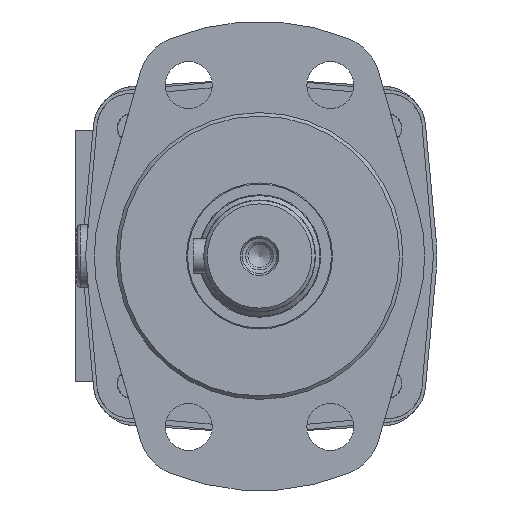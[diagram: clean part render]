
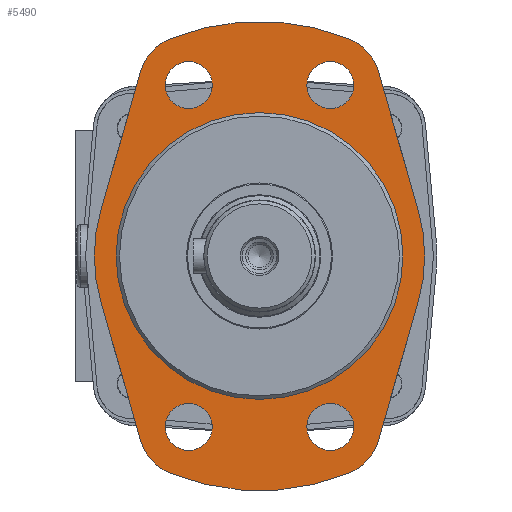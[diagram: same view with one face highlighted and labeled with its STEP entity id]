
A CAD part, left-side view. The second image highlights one B-rep face of the part: STEP entity #5490.
In plain terms, the highlighted planar face has unit normal (-1, 0, 0).
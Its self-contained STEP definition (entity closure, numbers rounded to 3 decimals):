
#275=PLANE('',#6162);
#557=LINE('',#9449,#887);
#566=LINE('',#9476,#896);
#577=LINE('',#9507,#907);
#586=LINE('',#9534,#916);
#887=VECTOR('',#7502,1000.);
#896=VECTOR('',#7513,1000.);
#907=VECTOR('',#7526,1000.);
#916=VECTOR('',#7537,1000.);
#2310=ORIENTED_EDGE('',*,*,#3216,.F.);
#2311=ORIENTED_EDGE('',*,*,#3217,.T.);
#2312=ORIENTED_EDGE('',*,*,#3218,.T.);
#2313=ORIENTED_EDGE('',*,*,#3219,.T.);
#2314=ORIENTED_EDGE('',*,*,#3220,.T.);
#2315=ORIENTED_EDGE('',*,*,#3197,.F.);
#2316=ORIENTED_EDGE('',*,*,#3138,.F.);
#2317=ORIENTED_EDGE('',*,*,#3212,.F.);
#2318=ORIENTED_EDGE('',*,*,#3128,.F.);
#2319=ORIENTED_EDGE('',*,*,#3211,.F.);
#2320=ORIENTED_EDGE('',*,*,#3209,.F.);
#2321=ORIENTED_EDGE('',*,*,#3207,.F.);
#2322=ORIENTED_EDGE('',*,*,#3116,.F.);
#2323=ORIENTED_EDGE('',*,*,#3205,.F.);
#2324=ORIENTED_EDGE('',*,*,#3106,.F.);
#2325=ORIENTED_EDGE('',*,*,#3203,.F.);
#2326=ORIENTED_EDGE('',*,*,#3200,.F.);
#3106=EDGE_CURVE('',#3700,#3701,#557,.T.);
#3116=EDGE_CURVE('',#3710,#3711,#566,.T.);
#3128=EDGE_CURVE('',#3722,#3723,#577,.T.);
#3138=EDGE_CURVE('',#3732,#3733,#586,.T.);
#3197=EDGE_CURVE('',#3733,#3780,#4057,.T.);
#3200=EDGE_CURVE('',#3780,#3782,#4059,.T.);
#3203=EDGE_CURVE('',#3782,#3700,#4061,.T.);
#3205=EDGE_CURVE('',#3701,#3710,#4063,.T.);
#3207=EDGE_CURVE('',#3711,#3784,#4065,.T.);
#3209=EDGE_CURVE('',#3784,#3785,#4066,.T.);
#3211=EDGE_CURVE('',#3785,#3722,#4067,.T.);
#3212=EDGE_CURVE('',#3723,#3732,#4068,.T.);
#3216=EDGE_CURVE('',#3786,#3786,#4072,.F.);
#3217=EDGE_CURVE('',#3787,#3787,#4073,.T.);
#3218=EDGE_CURVE('',#3788,#3788,#4074,.T.);
#3219=EDGE_CURVE('',#3789,#3789,#4075,.T.);
#3220=EDGE_CURVE('',#3790,#3790,#4076,.T.);
#3700=VERTEX_POINT('',#9448);
#3701=VERTEX_POINT('',#9450);
#3710=VERTEX_POINT('',#9475);
#3711=VERTEX_POINT('',#9477);
#3722=VERTEX_POINT('',#9506);
#3723=VERTEX_POINT('',#9508);
#3732=VERTEX_POINT('',#9533);
#3733=VERTEX_POINT('',#9535);
#3780=VERTEX_POINT('',#9721);
#3782=VERTEX_POINT('',#9727);
#3784=VERTEX_POINT('',#9739);
#3785=VERTEX_POINT('',#9743);
#3786=VERTEX_POINT('',#9755);
#3787=VERTEX_POINT('',#9757);
#3788=VERTEX_POINT('',#9759);
#3789=VERTEX_POINT('',#9761);
#3790=VERTEX_POINT('',#9763);
#4057=CIRCLE('',#6139,14.5);
#4059=CIRCLE('',#6142,67.5);
#4061=CIRCLE('',#6145,14.5);
#4063=CIRCLE('',#6148,47.5);
#4065=CIRCLE('',#6151,14.5);
#4066=CIRCLE('',#6153,67.5);
#4067=CIRCLE('',#6155,14.5);
#4068=CIRCLE('',#6157,47.5);
#4072=CIRCLE('',#6163,41.25);
#4073=CIRCLE('',#6164,6.75);
#4074=CIRCLE('',#6165,6.75);
#4075=CIRCLE('',#6166,6.75);
#4076=CIRCLE('',#6167,6.75);
#4499=EDGE_LOOP('',(#2310));
#4500=EDGE_LOOP('',(#2311));
#4501=EDGE_LOOP('',(#2312));
#4502=EDGE_LOOP('',(#2313));
#4503=EDGE_LOOP('',(#2314));
#4504=EDGE_LOOP('',(#2315,#2316,#2317,#2318,#2319,#2320,#2321,#2322,#2323,
#2324,#2325,#2326));
#4981=FACE_BOUND('',#4499,.T.);
#4982=FACE_BOUND('',#4500,.T.);
#4983=FACE_BOUND('',#4501,.T.);
#4984=FACE_BOUND('',#4502,.T.);
#4985=FACE_BOUND('',#4503,.T.);
#4986=FACE_BOUND('',#4504,.T.);
#5490=ADVANCED_FACE('',(#4981,#4982,#4983,#4984,#4985,#4986),#275,.F.);
#6139=AXIS2_PLACEMENT_3D('',#9720,#7613,#7614);
#6142=AXIS2_PLACEMENT_3D('',#9726,#7620,#7621);
#6145=AXIS2_PLACEMENT_3D('',#9732,#7627,#7628);
#6148=AXIS2_PLACEMENT_3D('',#9735,#7633,#7634);
#6151=AXIS2_PLACEMENT_3D('',#9738,#7639,#7640);
#6153=AXIS2_PLACEMENT_3D('',#9742,#7644,#7645);
#6155=AXIS2_PLACEMENT_3D('',#9746,#7649,#7650);
#6157=AXIS2_PLACEMENT_3D('',#9748,#7653,#7654);
#6162=AXIS2_PLACEMENT_3D('',#9753,#7663,#7664);
#6163=AXIS2_PLACEMENT_3D('',#9754,#7665,#7666);
#6164=AXIS2_PLACEMENT_3D('',#9756,#7667,#7668);
#6165=AXIS2_PLACEMENT_3D('',#9758,#7669,#7670);
#6166=AXIS2_PLACEMENT_3D('',#9760,#7671,#7672);
#6167=AXIS2_PLACEMENT_3D('',#9762,#7673,#7674);
#7502=DIRECTION('',(0.,-0.276,-0.961));
#7513=DIRECTION('',(0.,0.276,-0.961));
#7526=DIRECTION('',(0.,0.276,0.961));
#7537=DIRECTION('',(0.,-0.276,0.961));
#7613=DIRECTION('',(1.,0.,0.));
#7614=DIRECTION('',(0.,0.,-1.));
#7620=DIRECTION('',(1.,0.,0.));
#7621=DIRECTION('',(0.,0.,-1.));
#7627=DIRECTION('',(1.,0.,0.));
#7628=DIRECTION('',(0.,0.,-1.));
#7633=DIRECTION('',(1.,0.,0.));
#7634=DIRECTION('',(0.,0.,-1.));
#7639=DIRECTION('',(1.,0.,0.));
#7640=DIRECTION('',(0.,0.,-1.));
#7644=DIRECTION('',(1.,0.,0.));
#7645=DIRECTION('',(0.,0.,-1.));
#7649=DIRECTION('',(1.,0.,0.));
#7650=DIRECTION('',(0.,0.,-1.));
#7653=DIRECTION('',(1.,0.,0.));
#7654=DIRECTION('',(0.,0.,-1.));
#7663=DIRECTION('',(1.,0.,0.));
#7664=DIRECTION('',(0.,0.,-1.));
#7665=DIRECTION('',(1.,0.,0.));
#7666=DIRECTION('',(0.,0.,-1.));
#7667=DIRECTION('',(1.,0.,0.));
#7668=DIRECTION('',(0.,0.,-1.));
#7669=DIRECTION('',(1.,0.,0.));
#7670=DIRECTION('',(0.,0.,-1.));
#7671=DIRECTION('',(1.,0.,0.));
#7672=DIRECTION('',(0.,0.,-1.));
#7673=DIRECTION('',(1.,0.,0.));
#7674=DIRECTION('',(0.,0.,-1.));
#9448=CARTESIAN_POINT('',(0.,-34.217,52.966));
#9449=CARTESIAN_POINT('',(0.,-34.217,52.966));
#9450=CARTESIAN_POINT('',(0.,-45.657,13.102));
#9475=CARTESIAN_POINT('',(0.,-45.657,-13.102));
#9476=CARTESIAN_POINT('',(0.,-45.657,-13.102));
#9477=CARTESIAN_POINT('',(0.,-34.217,-52.966));
#9506=CARTESIAN_POINT('',(0.,34.217,-52.966));
#9507=CARTESIAN_POINT('',(0.,34.217,-52.966));
#9508=CARTESIAN_POINT('',(0.,45.657,-13.102));
#9533=CARTESIAN_POINT('',(0.,45.657,13.102));
#9534=CARTESIAN_POINT('',(0.,45.657,13.102));
#9535=CARTESIAN_POINT('',(0.,34.217,52.966));
#9720=CARTESIAN_POINT('',(0.,20.28,48.967));
#9721=CARTESIAN_POINT('',(0.,25.828,62.363));
#9726=CARTESIAN_POINT('',(0.,0.,0.));
#9727=CARTESIAN_POINT('',(0.,-25.828,62.363));
#9732=CARTESIAN_POINT('',(0.,-20.28,48.967));
#9735=CARTESIAN_POINT('',(0.,0.,0.));
#9738=CARTESIAN_POINT('',(0.,-20.28,-48.967));
#9739=CARTESIAN_POINT('',(0.,-25.828,-62.363));
#9742=CARTESIAN_POINT('',(0.,0.,0.));
#9743=CARTESIAN_POINT('',(0.,25.828,-62.363));
#9746=CARTESIAN_POINT('',(0.,20.28,-48.967));
#9748=CARTESIAN_POINT('',(0.,0.,0.));
#9753=CARTESIAN_POINT('',(0.,20.28,48.967));
#9754=CARTESIAN_POINT('',(0.,0.,0.));
#9755=CARTESIAN_POINT('',(0.,0.,-41.25));
#9756=CARTESIAN_POINT('',(0.,-20.359,49.15));
#9757=CARTESIAN_POINT('',(0.,-20.359,42.4));
#9758=CARTESIAN_POINT('',(0.,20.359,-49.15));
#9759=CARTESIAN_POINT('',(0.,20.359,-55.9));
#9760=CARTESIAN_POINT('',(0.,-20.359,-49.15));
#9761=CARTESIAN_POINT('',(0.,-20.359,-55.9));
#9762=CARTESIAN_POINT('',(0.,20.359,49.15));
#9763=CARTESIAN_POINT('',(0.,20.359,42.4));
